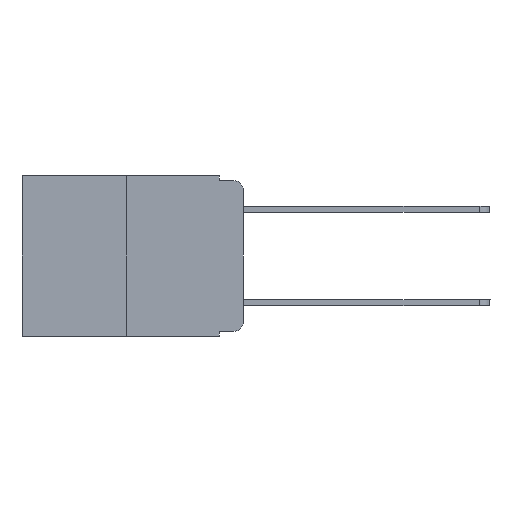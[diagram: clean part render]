
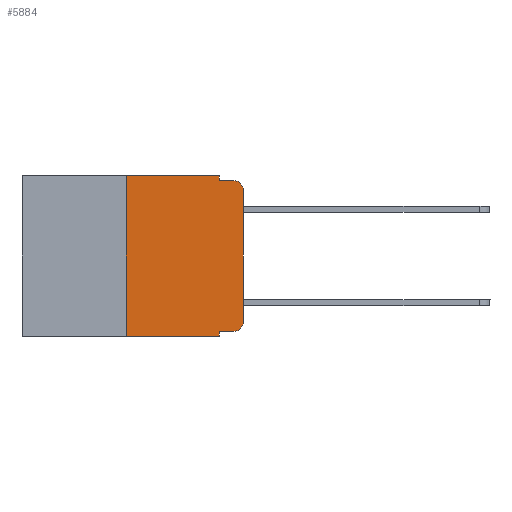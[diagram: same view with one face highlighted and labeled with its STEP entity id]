
A CAD part, left-side view. The second image highlights one B-rep face of the part: STEP entity #5884.
In plain terms, the highlighted planar face has unit normal (-1, 0, 0).
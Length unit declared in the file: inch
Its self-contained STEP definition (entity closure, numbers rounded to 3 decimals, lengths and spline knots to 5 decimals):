
#329 = EDGE_CURVE ( 'NONE', #9821, #2454, #14973, .T. ) ;
#654 = EDGE_CURVE ( 'NONE', #10436, #14065, #10548, .T. ) ;
#884 = ORIENTED_EDGE ( 'NONE', *, *, #12151, .F. ) ;
#952 = LINE ( 'NONE', #6830, #11158 ) ;
#1411 = CARTESIAN_POINT ( 'NONE',  ( 0., 0.051, -0.343 ) ) ;
#1600 = VECTOR ( 'NONE', #9536, 39.37008 ) ;
#1617 = CARTESIAN_POINT ( 'NONE',  ( 0., 0.25, 0. ) ) ;
#2095 = VECTOR ( 'NONE', #2847, 39.37008 ) ;
#2432 = ORIENTED_EDGE ( 'NONE', *, *, #3276, .F. ) ;
#2454 = VERTEX_POINT ( 'NONE', #6049 ) ;
#2785 = DIRECTION ( 'NONE',  ( -1., 0., 0. ) ) ;
#2847 = DIRECTION ( 'NONE',  ( 0., 0., 1. ) ) ;
#2896 = VERTEX_POINT ( 'NONE', #6898 ) ;
#2911 = CIRCLE ( 'NONE', #8550, 0.02 ) ;
#3138 = DIRECTION ( 'NONE',  ( 0., 0., -1. ) ) ;
#3276 = EDGE_CURVE ( 'NONE', #6110, #2896, #14962, .T. ) ;
#3666 = ORIENTED_EDGE ( 'NONE', *, *, #654, .T. ) ;
#3851 = EDGE_LOOP ( 'NONE', ( #9692, #6929, #13870, #884, #2432, #7420, #6549, #8743, #3666, #12717 ) ) ;
#3912 = CARTESIAN_POINT ( 'NONE',  ( 0., 0.02, -0.03 ) ) ;
#3989 = VECTOR ( 'NONE', #6442, 39.37008 ) ;
#4305 = LINE ( 'NONE', #4533, #4838 ) ;
#4408 = LINE ( 'NONE', #11957, #10954 ) ;
#4533 = CARTESIAN_POINT ( 'NONE',  ( 0., 0.25, 0. ) ) ;
#4781 = DIRECTION ( 'NONE',  ( 0., -1., 0. ) ) ;
#4838 = VECTOR ( 'NONE', #9308, 39.37008 ) ;
#5259 = CARTESIAN_POINT ( 'NONE',  ( 0., 0.02, -0.333 ) ) ;
#5320 = EDGE_CURVE ( 'NONE', #7714, #6110, #4305, .T. ) ;
#5586 = DIRECTION ( 'NONE',  ( -1., 0., 0. ) ) ;
#5884 = ADVANCED_FACE ( 'NONE', ( #13026 ), #11984, .F. ) ;
#5923 = LINE ( 'NONE', #8802, #2095 ) ;
#6049 = CARTESIAN_POINT ( 'NONE',  ( 0., 0.02, -0.01 ) ) ;
#6110 = VERTEX_POINT ( 'NONE', #1617 ) ;
#6157 = DIRECTION ( 'NONE',  ( 0., 0., -1. ) ) ;
#6260 = EDGE_CURVE ( 'NONE', #14065, #12247, #14713, .T. ) ;
#6442 = DIRECTION ( 'NONE',  ( 0., -1., 0. ) ) ;
#6549 = ORIENTED_EDGE ( 'NONE', *, *, #7604, .T. ) ;
#6595 = CARTESIAN_POINT ( 'NONE',  ( 0., 0.051, 0. ) ) ;
#6740 = DIRECTION ( 'NONE',  ( 0., 0., -1. ) ) ;
#6830 = CARTESIAN_POINT ( 'NONE',  ( 0., 0.051, 0. ) ) ;
#6898 = CARTESIAN_POINT ( 'NONE',  ( 0., 0.051, 0. ) ) ;
#6929 = ORIENTED_EDGE ( 'NONE', *, *, #12877, .T. ) ;
#7420 = ORIENTED_EDGE ( 'NONE', *, *, #5320, .F. ) ;
#7604 = EDGE_CURVE ( 'NONE', #7714, #10221, #4408, .T. ) ;
#7714 = VERTEX_POINT ( 'NONE', #13252 ) ;
#7868 = EDGE_CURVE ( 'NONE', #10436, #10221, #12785, .T. ) ;
#7942 = DIRECTION ( 'NONE',  ( 0., 0., -1. ) ) ;
#8525 = VECTOR ( 'NONE', #8594, 39.37008 ) ;
#8550 = AXIS2_PLACEMENT_3D ( 'NONE', #3912, #2785, #9372 ) ;
#8594 = DIRECTION ( 'NONE',  ( 0., -1., 0. ) ) ;
#8743 = ORIENTED_EDGE ( 'NONE', *, *, #7868, .F. ) ;
#8802 = CARTESIAN_POINT ( 'NONE',  ( 0., 0., 0. ) ) ;
#9095 = EDGE_CURVE ( 'NONE', #12247, #14032, #5923, .T. ) ;
#9158 = CARTESIAN_POINT ( 'NONE',  ( 0., 0.02, -0.313 ) ) ;
#9308 = DIRECTION ( 'NONE',  ( 0., 0., 1. ) ) ;
#9372 = DIRECTION ( 'NONE',  ( 0., 0., -1. ) ) ;
#9488 = CARTESIAN_POINT ( 'NONE',  ( 0., 0.051, -0.333 ) ) ;
#9536 = DIRECTION ( 'NONE',  ( 0., -1., 0. ) ) ;
#9676 = VECTOR ( 'NONE', #3138, 39.37008 ) ;
#9692 = ORIENTED_EDGE ( 'NONE', *, *, #9095, .T. ) ;
#9821 = VERTEX_POINT ( 'NONE', #13653 ) ;
#10063 = CARTESIAN_POINT ( 'NONE',  ( 0., 0.051, -0.01 ) ) ;
#10221 = VERTEX_POINT ( 'NONE', #1411 ) ;
#10402 = AXIS2_PLACEMENT_3D ( 'NONE', #9158, #5586, #6740 ) ;
#10436 = VERTEX_POINT ( 'NONE', #13397 ) ;
#10498 = AXIS2_PLACEMENT_3D ( 'NONE', #13167, #14431, #6157 ) ;
#10548 = LINE ( 'NONE', #9488, #1600 ) ;
#10660 = CARTESIAN_POINT ( 'NONE',  ( 0., 0., -0.313 ) ) ;
#10954 = VECTOR ( 'NONE', #4781, 39.37008 ) ;
#11158 = VECTOR ( 'NONE', #7942, 39.37008 ) ;
#11275 = CARTESIAN_POINT ( 'NONE',  ( 0., 0.473, 0. ) ) ;
#11957 = CARTESIAN_POINT ( 'NONE',  ( 0., 0.473, -0.343 ) ) ;
#11984 = PLANE ( 'NONE',  #10498 ) ;
#12151 = EDGE_CURVE ( 'NONE', #2896, #9821, #952, .T. ) ;
#12230 = CARTESIAN_POINT ( 'NONE',  ( 0., 0., -0.03 ) ) ;
#12247 = VERTEX_POINT ( 'NONE', #10660 ) ;
#12717 = ORIENTED_EDGE ( 'NONE', *, *, #6260, .T. ) ;
#12785 = LINE ( 'NONE', #6595, #9676 ) ;
#12877 = EDGE_CURVE ( 'NONE', #14032, #2454, #2911, .T. ) ;
#13026 = FACE_OUTER_BOUND ( 'NONE', #3851, .T. ) ;
#13167 = CARTESIAN_POINT ( 'NONE',  ( 0., 0.473, 0. ) ) ;
#13252 = CARTESIAN_POINT ( 'NONE',  ( 0., 0.25, -0.343 ) ) ;
#13397 = CARTESIAN_POINT ( 'NONE',  ( 0., 0.051, -0.333 ) ) ;
#13653 = CARTESIAN_POINT ( 'NONE',  ( 0., 0.051, -0.01 ) ) ;
#13870 = ORIENTED_EDGE ( 'NONE', *, *, #329, .F. ) ;
#14032 = VERTEX_POINT ( 'NONE', #12230 ) ;
#14065 = VERTEX_POINT ( 'NONE', #5259 ) ;
#14431 = DIRECTION ( 'NONE',  ( 1., 0., 0. ) ) ;
#14713 = CIRCLE ( 'NONE', #10402, 0.02 ) ;
#14962 = LINE ( 'NONE', #11275, #8525 ) ;
#14973 = LINE ( 'NONE', #10063, #3989 ) ;
